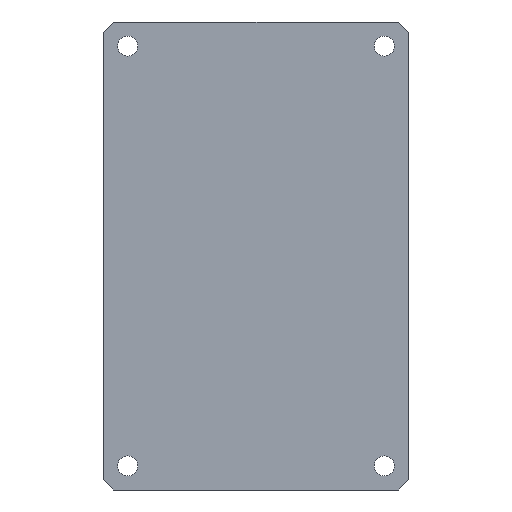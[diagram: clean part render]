
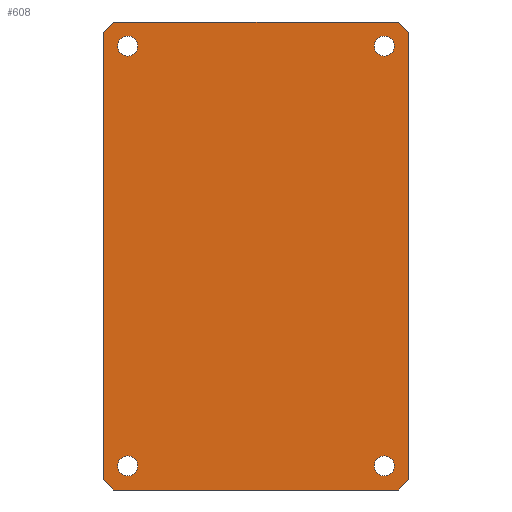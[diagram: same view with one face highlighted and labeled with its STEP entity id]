
A CAD part, front view. The second image highlights one B-rep face of the part: STEP entity #608.
In plain terms, the highlighted planar face has unit normal (0, -1, 0).
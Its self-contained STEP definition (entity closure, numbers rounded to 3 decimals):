
#24=FACE_BOUND('',#77,.T.);
#25=FACE_BOUND('',#78,.T.);
#26=FACE_BOUND('',#79,.T.);
#27=FACE_BOUND('',#80,.T.);
#32=CIRCLE('',#659,1.);
#33=CIRCLE('',#660,1.);
#34=CIRCLE('',#661,1.);
#35=CIRCLE('',#662,1.);
#42=FACE_OUTER_BOUND('',#76,.T.);
#76=EDGE_LOOP('',(#416,#417,#418,#419,#420,#421,#422,#423));
#77=EDGE_LOOP('',(#424));
#78=EDGE_LOOP('',(#425));
#79=EDGE_LOOP('',(#426));
#80=EDGE_LOOP('',(#427));
#118=LINE('',#868,#194);
#120=LINE('',#872,#196);
#123=LINE('',#878,#199);
#124=LINE('',#880,#200);
#125=LINE('',#882,#201);
#126=LINE('',#884,#202);
#127=LINE('',#886,#203);
#128=LINE('',#887,#204);
#194=VECTOR('',#704,10.);
#196=VECTOR('',#708,10.);
#199=VECTOR('',#713,10.);
#200=VECTOR('',#714,10.);
#201=VECTOR('',#715,10.);
#202=VECTOR('',#716,10.);
#203=VECTOR('',#717,10.);
#204=VECTOR('',#718,10.);
#270=VERTEX_POINT('',#865);
#271=VERTEX_POINT('',#867);
#272=VERTEX_POINT('',#871);
#274=VERTEX_POINT('',#877);
#275=VERTEX_POINT('',#879);
#276=VERTEX_POINT('',#881);
#277=VERTEX_POINT('',#883);
#278=VERTEX_POINT('',#885);
#279=VERTEX_POINT('',#888);
#280=VERTEX_POINT('',#890);
#281=VERTEX_POINT('',#892);
#282=VERTEX_POINT('',#894);
#326=EDGE_CURVE('',#270,#271,#118,.T.);
#328=EDGE_CURVE('',#271,#272,#120,.T.);
#331=EDGE_CURVE('',#274,#270,#123,.T.);
#332=EDGE_CURVE('',#275,#274,#124,.T.);
#333=EDGE_CURVE('',#276,#275,#125,.T.);
#334=EDGE_CURVE('',#277,#276,#126,.T.);
#335=EDGE_CURVE('',#278,#277,#127,.T.);
#336=EDGE_CURVE('',#272,#278,#128,.T.);
#337=EDGE_CURVE('',#279,#279,#32,.T.);
#338=EDGE_CURVE('',#280,#280,#33,.T.);
#339=EDGE_CURVE('',#281,#281,#34,.T.);
#340=EDGE_CURVE('',#282,#282,#35,.T.);
#416=ORIENTED_EDGE('',*,*,#326,.F.);
#417=ORIENTED_EDGE('',*,*,#331,.F.);
#418=ORIENTED_EDGE('',*,*,#332,.F.);
#419=ORIENTED_EDGE('',*,*,#333,.F.);
#420=ORIENTED_EDGE('',*,*,#334,.F.);
#421=ORIENTED_EDGE('',*,*,#335,.F.);
#422=ORIENTED_EDGE('',*,*,#336,.F.);
#423=ORIENTED_EDGE('',*,*,#328,.F.);
#424=ORIENTED_EDGE('',*,*,#337,.T.);
#425=ORIENTED_EDGE('',*,*,#338,.T.);
#426=ORIENTED_EDGE('',*,*,#339,.T.);
#427=ORIENTED_EDGE('',*,*,#340,.T.);
#578=PLANE('',#658);
#608=ADVANCED_FACE('',(#42,#24,#25,#26,#27),#578,.F.);
#658=AXIS2_PLACEMENT_3D('',#876,#711,#712);
#659=AXIS2_PLACEMENT_3D('',#889,#719,#720);
#660=AXIS2_PLACEMENT_3D('',#891,#721,#722);
#661=AXIS2_PLACEMENT_3D('',#893,#723,#724);
#662=AXIS2_PLACEMENT_3D('',#895,#725,#726);
#704=DIRECTION('',(0.707,0.,-0.707));
#708=DIRECTION('',(0.,0.,-1.));
#711=DIRECTION('center_axis',(0.,1.,0.));
#712=DIRECTION('ref_axis',(1.,0.,0.));
#713=DIRECTION('',(1.,0.,0.));
#714=DIRECTION('',(0.707,0.,0.707));
#715=DIRECTION('',(0.,0.,1.));
#716=DIRECTION('',(-0.707,0.,0.707));
#717=DIRECTION('',(-1.,0.,0.));
#718=DIRECTION('',(-0.707,0.,-0.707));
#719=DIRECTION('center_axis',(0.,1.,0.));
#720=DIRECTION('ref_axis',(-1.,0.,0.));
#721=DIRECTION('center_axis',(0.,1.,0.));
#722=DIRECTION('ref_axis',(-1.,0.,0.));
#723=DIRECTION('center_axis',(0.,1.,0.));
#724=DIRECTION('ref_axis',(-1.,0.,0.));
#725=DIRECTION('center_axis',(0.,1.,0.));
#726=DIRECTION('ref_axis',(-1.,0.,0.));
#865=CARTESIAN_POINT('',(14.18,-2.6,23.305));
#867=CARTESIAN_POINT('',(15.18,-2.6,22.305));
#868=CARTESIAN_POINT('',(16.711,-2.6,20.774));
#871=CARTESIAN_POINT('',(15.18,-2.6,-22.305));
#872=CARTESIAN_POINT('',(15.18,-2.6,23.305));
#876=CARTESIAN_POINT('Origin',(0.,-2.6,0.));
#877=CARTESIAN_POINT('',(-14.18,-2.6,23.305));
#878=CARTESIAN_POINT('',(-15.18,-2.6,23.305));
#879=CARTESIAN_POINT('',(-15.18,-2.6,22.305));
#880=CARTESIAN_POINT('',(-16.711,-2.6,20.774));
#881=CARTESIAN_POINT('',(-15.18,-2.6,-22.305));
#882=CARTESIAN_POINT('',(-15.18,-2.6,-23.305));
#883=CARTESIAN_POINT('',(-14.18,-2.6,-23.305));
#884=CARTESIAN_POINT('',(-16.711,-2.6,-20.774));
#885=CARTESIAN_POINT('',(14.18,-2.6,-23.305));
#886=CARTESIAN_POINT('',(15.18,-2.6,-23.305));
#887=CARTESIAN_POINT('',(16.711,-2.6,-20.774));
#888=CARTESIAN_POINT('',(13.78,-2.6,-20.905));
#889=CARTESIAN_POINT('Origin',(12.78,-2.6,-20.905));
#890=CARTESIAN_POINT('',(-11.78,-2.6,20.905));
#891=CARTESIAN_POINT('Origin',(-12.78,-2.6,20.905));
#892=CARTESIAN_POINT('',(13.78,-2.6,20.905));
#893=CARTESIAN_POINT('Origin',(12.78,-2.6,20.905));
#894=CARTESIAN_POINT('',(-11.78,-2.6,-20.905));
#895=CARTESIAN_POINT('Origin',(-12.78,-2.6,-20.905));
